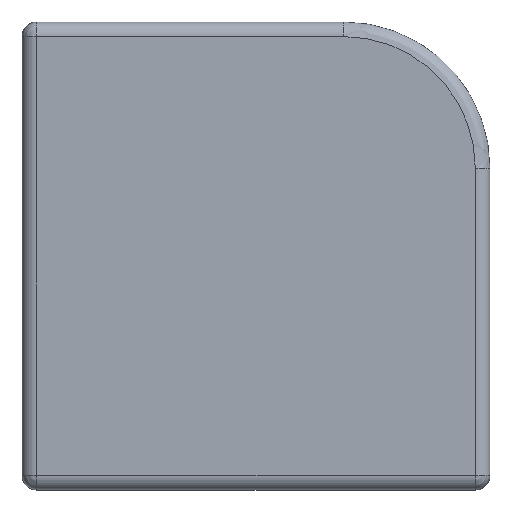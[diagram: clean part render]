
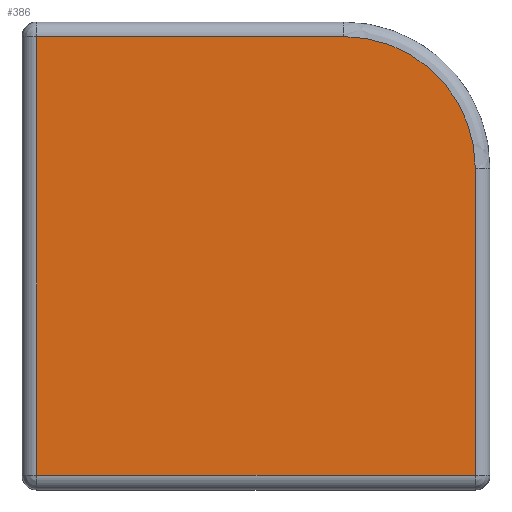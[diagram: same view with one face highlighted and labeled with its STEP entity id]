
A CAD part, top view. The second image highlights one B-rep face of the part: STEP entity #386.
In plain terms, the highlighted planar face has unit normal (0, 0, 1).
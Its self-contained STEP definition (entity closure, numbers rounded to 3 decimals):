
#338=CARTESIAN_POINT('',(-19.2,-3.2,2.5));
#339=DIRECTION('',(0.0,0.0,1.0));
#340=DIRECTION('',(1.0,0.0,0.0));
#341=AXIS2_PLACEMENT_3D('',#338,#339,#340);
#342=PLANE('',#341);
#343=CARTESIAN_POINT('',(15.,22.,2.5));
#344=VERTEX_POINT('',#343);
#345=CARTESIAN_POINT('',(6.,31.,2.5));
#346=VERTEX_POINT('',#345);
#347=CARTESIAN_POINT('',(6.,22.,2.5));
#348=DIRECTION('',(0.0,0.0,1.0));
#349=DIRECTION('',(1.0,0.,0.0));
#350=AXIS2_PLACEMENT_3D('',#347,#348,#349);
#351=CIRCLE('',#350,9.);
#352=EDGE_CURVE('',#344,#346,#351,.T.);
#353=ORIENTED_EDGE('',*,*,#352,.T.);
#354=CARTESIAN_POINT('',(-15.,31.,2.5));
#355=VERTEX_POINT('',#354);
#356=CARTESIAN_POINT('',(6.,31.,2.5));
#357=DIRECTION('',(-1.0,0.0,0.0));
#358=VECTOR('',#357,21.);
#359=LINE('',#356,#358);
#360=EDGE_CURVE('',#346,#355,#359,.T.);
#361=ORIENTED_EDGE('',*,*,#360,.T.);
#362=CARTESIAN_POINT('',(-15.,1.,2.5));
#363=VERTEX_POINT('',#362);
#364=CARTESIAN_POINT('',(-15.,31.,2.5));
#365=DIRECTION('',(0.0,-1.0,0.0));
#366=VECTOR('',#365,30.);
#367=LINE('',#364,#366);
#368=EDGE_CURVE('',#355,#363,#367,.T.);
#369=ORIENTED_EDGE('',*,*,#368,.T.);
#370=CARTESIAN_POINT('',(15.,1.,2.5));
#371=VERTEX_POINT('',#370);
#372=CARTESIAN_POINT('',(-15.,1.,2.5));
#373=DIRECTION('',(1.0,0.0,0.0));
#374=VECTOR('',#373,30.);
#375=LINE('',#372,#374);
#376=EDGE_CURVE('',#363,#371,#375,.T.);
#377=ORIENTED_EDGE('',*,*,#376,.T.);
#378=CARTESIAN_POINT('',(15.,1.,2.5));
#379=DIRECTION('',(0.0,1.0,0.0));
#380=VECTOR('',#379,21.);
#381=LINE('',#378,#380);
#382=EDGE_CURVE('',#371,#344,#381,.T.);
#383=ORIENTED_EDGE('',*,*,#382,.T.);
#384=EDGE_LOOP('',(#353,#361,#369,#377,#383));
#385=FACE_OUTER_BOUND('',#384,.T.);
#386=ADVANCED_FACE('',(#385),#342,.T.);
